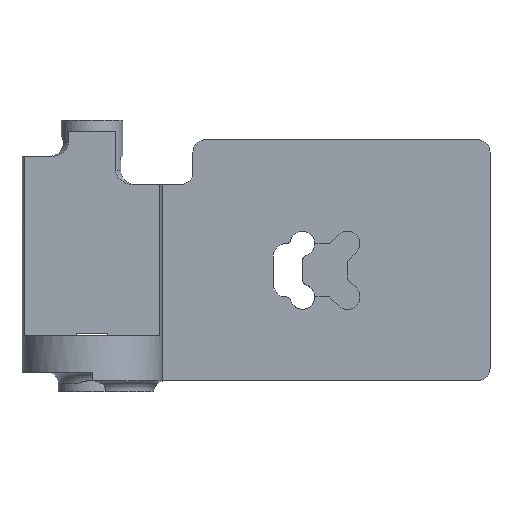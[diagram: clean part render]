
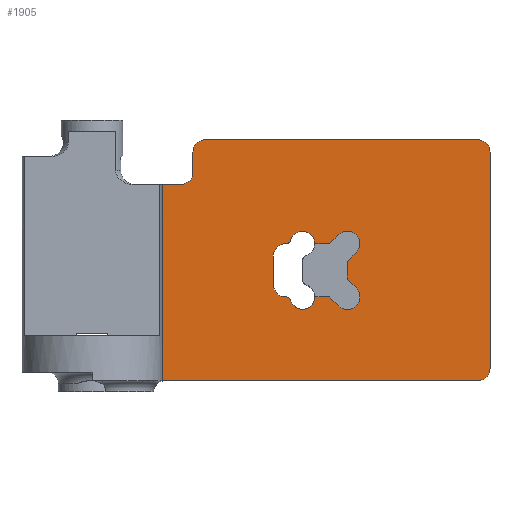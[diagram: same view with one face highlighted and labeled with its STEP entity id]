
A CAD part, front view. The second image highlights one B-rep face of the part: STEP entity #1905.
In plain terms, the highlighted planar face has unit normal (0, -1, 0).
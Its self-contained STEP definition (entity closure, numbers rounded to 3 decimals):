
#16=FACE_BOUND('',#242,.T.);
#66=PLANE('',#2083);
#142=FACE_OUTER_BOUND('',#241,.T.);
#241=EDGE_LOOP('',(#1567,#1568,#1569,#1570,#1571,#1572,#1573,#1574,#1575,
#1576));
#242=EDGE_LOOP('',(#1577,#1578,#1579,#1580,#1581,#1582,#1583,#1584,#1585,
#1586,#1587,#1588,#1589,#1590,#1591,#1592));
#292=LINE('',#2741,#475);
#316=LINE('',#2821,#499);
#332=LINE('',#2913,#515);
#338=LINE('',#2936,#521);
#385=LINE('',#3119,#568);
#389=LINE('',#3128,#572);
#393=LINE('',#3137,#576);
#397=LINE('',#3146,#580);
#402=LINE('',#3157,#585);
#406=LINE('',#3173,#589);
#432=LINE('',#3249,#615);
#433=LINE('',#3253,#616);
#434=LINE('',#3258,#617);
#435=LINE('',#3262,#618);
#475=VECTOR('',#2163,10.);
#499=VECTOR('',#2227,10.);
#515=VECTOR('',#2283,10.);
#521=VECTOR('',#2303,10.);
#568=VECTOR('',#2432,10.);
#572=VECTOR('',#2438,10.);
#576=VECTOR('',#2444,10.);
#580=VECTOR('',#2450,10.);
#585=VECTOR('',#2463,10.);
#589=VECTOR('',#2483,10.);
#615=VECTOR('',#2559,10.);
#616=VECTOR('',#2562,10.);
#617=VECTOR('',#2567,10.);
#618=VECTOR('',#2572,10.);
#654=CIRCLE('',#1954,2.2);
#707=CIRCLE('',#2042,2.2);
#710=CIRCLE('',#2050,2.25);
#712=CIRCLE('',#2054,2.25);
#727=CIRCLE('',#2080,2.2);
#728=CIRCLE('',#2082,1.);
#729=CIRCLE('',#2084,2.2);
#730=CIRCLE('',#2085,2.2);
#731=CIRCLE('',#2086,2.2);
#732=CIRCLE('',#2087,2.2);
#733=CIRCLE('',#2088,2.2);
#734=CIRCLE('',#2089,1.);
#749=VERTEX_POINT('',#2728);
#750=VERTEX_POINT('',#2729);
#754=VERTEX_POINT('',#2739);
#789=VERTEX_POINT('',#2818);
#790=VERTEX_POINT('',#2820);
#816=VERTEX_POINT('',#2911);
#822=VERTEX_POINT('',#2935);
#872=VERTEX_POINT('',#3107);
#873=VERTEX_POINT('',#3109);
#876=VERTEX_POINT('',#3117);
#877=VERTEX_POINT('',#3118);
#880=VERTEX_POINT('',#3126);
#881=VERTEX_POINT('',#3127);
#884=VERTEX_POINT('',#3135);
#885=VERTEX_POINT('',#3136);
#888=VERTEX_POINT('',#3144);
#889=VERTEX_POINT('',#3145);
#917=VERTEX_POINT('',#3236);
#918=VERTEX_POINT('',#3238);
#919=VERTEX_POINT('',#3243);
#920=VERTEX_POINT('',#3247);
#921=VERTEX_POINT('',#3250);
#922=VERTEX_POINT('',#3252);
#923=VERTEX_POINT('',#3255);
#924=VERTEX_POINT('',#3257);
#925=VERTEX_POINT('',#3259);
#942=EDGE_CURVE('',#749,#750,#654,.T.);
#948=EDGE_CURVE('',#749,#754,#292,.T.);
#987=EDGE_CURVE('',#789,#790,#316,.T.);
#1020=EDGE_CURVE('',#789,#816,#332,.T.);
#1030=EDGE_CURVE('',#822,#750,#338,.T.);
#1100=EDGE_CURVE('',#873,#872,#707,.T.);
#1104=EDGE_CURVE('',#876,#877,#385,.T.);
#1108=EDGE_CURVE('',#880,#881,#389,.T.);
#1112=EDGE_CURVE('',#884,#885,#393,.T.);
#1116=EDGE_CURVE('',#888,#889,#397,.T.);
#1121=EDGE_CURVE('',#881,#876,#710,.T.);
#1123=EDGE_CURVE('',#877,#888,#402,.T.);
#1125=EDGE_CURVE('',#889,#884,#712,.T.);
#1132=EDGE_CURVE('',#885,#873,#406,.T.);
#1167=EDGE_CURVE('',#918,#917,#727,.T.);
#1170=EDGE_CURVE('',#919,#872,#728,.T.);
#1172=EDGE_CURVE('',#920,#754,#729,.T.);
#1173=EDGE_CURVE('',#920,#790,#432,.T.);
#1174=EDGE_CURVE('',#921,#816,#730,.T.);
#1175=EDGE_CURVE('',#921,#922,#433,.T.);
#1176=EDGE_CURVE('',#822,#922,#731,.T.);
#1177=EDGE_CURVE('',#919,#923,#732,.T.);
#1178=EDGE_CURVE('',#923,#924,#434,.T.);
#1179=EDGE_CURVE('',#924,#925,#733,.T.);
#1180=EDGE_CURVE('',#918,#925,#734,.T.);
#1181=EDGE_CURVE('',#917,#880,#435,.T.);
#1567=ORIENTED_EDGE('',*,*,#942,.F.);
#1568=ORIENTED_EDGE('',*,*,#948,.T.);
#1569=ORIENTED_EDGE('',*,*,#1172,.F.);
#1570=ORIENTED_EDGE('',*,*,#1173,.T.);
#1571=ORIENTED_EDGE('',*,*,#987,.F.);
#1572=ORIENTED_EDGE('',*,*,#1020,.T.);
#1573=ORIENTED_EDGE('',*,*,#1174,.F.);
#1574=ORIENTED_EDGE('',*,*,#1175,.T.);
#1575=ORIENTED_EDGE('',*,*,#1176,.F.);
#1576=ORIENTED_EDGE('',*,*,#1030,.T.);
#1577=ORIENTED_EDGE('',*,*,#1108,.T.);
#1578=ORIENTED_EDGE('',*,*,#1121,.T.);
#1579=ORIENTED_EDGE('',*,*,#1104,.T.);
#1580=ORIENTED_EDGE('',*,*,#1123,.T.);
#1581=ORIENTED_EDGE('',*,*,#1116,.T.);
#1582=ORIENTED_EDGE('',*,*,#1125,.T.);
#1583=ORIENTED_EDGE('',*,*,#1112,.T.);
#1584=ORIENTED_EDGE('',*,*,#1132,.T.);
#1585=ORIENTED_EDGE('',*,*,#1100,.T.);
#1586=ORIENTED_EDGE('',*,*,#1170,.F.);
#1587=ORIENTED_EDGE('',*,*,#1177,.T.);
#1588=ORIENTED_EDGE('',*,*,#1178,.T.);
#1589=ORIENTED_EDGE('',*,*,#1179,.T.);
#1590=ORIENTED_EDGE('',*,*,#1180,.F.);
#1591=ORIENTED_EDGE('',*,*,#1167,.T.);
#1592=ORIENTED_EDGE('',*,*,#1181,.T.);
#1905=ADVANCED_FACE('',(#142,#16),#66,.T.);
#1954=AXIS2_PLACEMENT_3D('',#2730,#2153,#2154);
#2042=AXIS2_PLACEMENT_3D('',#3110,#2424,#2425);
#2050=AXIS2_PLACEMENT_3D('',#3154,#2458,#2459);
#2054=AXIS2_PLACEMENT_3D('',#3160,#2468,#2469);
#2080=AXIS2_PLACEMENT_3D('',#3239,#2546,#2547);
#2082=AXIS2_PLACEMENT_3D('',#3244,#2552,#2553);
#2083=AXIS2_PLACEMENT_3D('',#3246,#2555,#2556);
#2084=AXIS2_PLACEMENT_3D('',#3248,#2557,#2558);
#2085=AXIS2_PLACEMENT_3D('',#3251,#2560,#2561);
#2086=AXIS2_PLACEMENT_3D('',#3254,#2563,#2564);
#2087=AXIS2_PLACEMENT_3D('',#3256,#2565,#2566);
#2088=AXIS2_PLACEMENT_3D('',#3260,#2568,#2569);
#2089=AXIS2_PLACEMENT_3D('',#3261,#2570,#2571);
#2153=DIRECTION('center_axis',(0.,1.,0.));
#2154=DIRECTION('ref_axis',(-0.707,0.,0.707));
#2163=DIRECTION('',(0.,0.,-1.));
#2227=DIRECTION('',(0.,0.,1.));
#2283=DIRECTION('',(1.,0.,0.));
#2303=DIRECTION('',(-1.,0.,0.));
#2424=DIRECTION('center_axis',(0.,1.,0.));
#2425=DIRECTION('ref_axis',(-1.,0.,0.));
#2432=DIRECTION('',(-0.707,0.,-0.707));
#2438=DIRECTION('',(0.707,0.,0.707));
#2444=DIRECTION('',(-0.707,0.,0.707));
#2450=DIRECTION('',(0.707,0.,-0.707));
#2458=DIRECTION('center_axis',(0.,1.,0.));
#2459=DIRECTION('ref_axis',(1.,0.,0.));
#2463=DIRECTION('',(0.,0.,-1.));
#2468=DIRECTION('center_axis',(0.,1.,0.));
#2469=DIRECTION('ref_axis',(1.,0.,0.));
#2483=DIRECTION('',(-1.,0.,0.));
#2546=DIRECTION('center_axis',(0.,1.,0.));
#2547=DIRECTION('ref_axis',(-1.,0.,0.));
#2552=DIRECTION('center_axis',(0.,1.,0.));
#2553=DIRECTION('ref_axis',(-0.012,0.,-1.));
#2555=DIRECTION('center_axis',(0.,-1.,0.));
#2556=DIRECTION('ref_axis',(1.,0.,0.));
#2557=DIRECTION('center_axis',(0.,-1.,0.));
#2558=DIRECTION('ref_axis',(0.707,0.,-0.707));
#2559=DIRECTION('',(-1.,0.,0.));
#2560=DIRECTION('center_axis',(0.,1.,0.));
#2561=DIRECTION('ref_axis',(0.707,0.,-0.707));
#2562=DIRECTION('',(0.,0.,1.));
#2563=DIRECTION('center_axis',(0.,1.,0.));
#2564=DIRECTION('ref_axis',(0.707,0.,0.707));
#2565=DIRECTION('center_axis',(0.,1.,0.));
#2566=DIRECTION('ref_axis',(0.,0.,-1.));
#2567=DIRECTION('',(0.,0.,1.));
#2568=DIRECTION('center_axis',(0.,1.,0.));
#2569=DIRECTION('ref_axis',(-1.,0.,0.));
#2570=DIRECTION('center_axis',(0.,1.,0.));
#2571=DIRECTION('ref_axis',(-0.012,0.,1.));
#2572=DIRECTION('',(1.,0.,0.));
#2728=CARTESIAN_POINT('',(18.,11.5,42.8));
#2729=CARTESIAN_POINT('',(20.2,11.5,45.));
#2730=CARTESIAN_POINT('Origin',(20.2,11.5,42.8));
#2739=CARTESIAN_POINT('',(18.,11.5,39.2));
#2741=CARTESIAN_POINT('',(18.,11.5,18.5));
#2818=CARTESIAN_POINT('',(12.5,11.5,2.));
#2820=CARTESIAN_POINT('',(12.5,11.5,37.));
#2821=CARTESIAN_POINT('',(12.5,11.5,0.));
#2911=CARTESIAN_POINT('',(68.8,11.5,2.));
#2913=CARTESIAN_POINT('',(24.625,11.5,2.));
#2935=CARTESIAN_POINT('',(68.8,11.5,45.));
#2936=CARTESIAN_POINT('',(24.625,11.5,45.));
#3107=CARTESIAN_POINT('',(35.46,11.5,16.263));
#3109=CARTESIAN_POINT('',(39.75,11.5,16.95));
#3110=CARTESIAN_POINT('Origin',(37.55,11.5,16.95));
#3117=CARTESIAN_POINT('',(47.141,11.5,24.859));
#3118=CARTESIAN_POINT('',(45.55,11.5,23.268));
#3119=CARTESIAN_POINT('',(30.93,11.5,8.648));
#3126=CARTESIAN_POINT('',(42.368,11.5,26.45));
#3127=CARTESIAN_POINT('',(43.959,11.5,28.041));
#3128=CARTESIAN_POINT('',(28.959,11.5,13.041));
#3135=CARTESIAN_POINT('',(43.959,11.5,15.359));
#3136=CARTESIAN_POINT('',(42.368,11.5,16.95));
#3137=CARTESIAN_POINT('',(38.248,11.5,21.07));
#3144=CARTESIAN_POINT('',(45.55,11.5,20.132));
#3145=CARTESIAN_POINT('',(47.141,11.5,18.541));
#3146=CARTESIAN_POINT('',(42.641,11.5,23.041));
#3154=CARTESIAN_POINT('Origin',(45.55,11.5,26.45));
#3157=CARTESIAN_POINT('',(45.55,11.5,8.825));
#3160=CARTESIAN_POINT('Origin',(45.55,11.5,16.95));
#3173=CARTESIAN_POINT('',(24.425,11.5,16.95));
#3236=CARTESIAN_POINT('',(39.75,11.5,26.45));
#3238=CARTESIAN_POINT('',(35.46,11.5,27.137));
#3239=CARTESIAN_POINT('Origin',(37.55,11.5,26.45));
#3243=CARTESIAN_POINT('',(34.523,11.5,16.95));
#3244=CARTESIAN_POINT('Origin',(34.51,11.5,15.95));
#3246=CARTESIAN_POINT('Origin',(12.5,11.5,0.));
#3247=CARTESIAN_POINT('',(15.8,11.5,37.));
#3248=CARTESIAN_POINT('Origin',(15.8,11.5,39.2));
#3249=CARTESIAN_POINT('',(9.,11.5,37.));
#3250=CARTESIAN_POINT('',(71.,11.5,4.2));
#3251=CARTESIAN_POINT('Origin',(68.8,11.5,4.2));
#3252=CARTESIAN_POINT('',(71.,11.5,42.8));
#3253=CARTESIAN_POINT('',(71.,11.5,0.));
#3254=CARTESIAN_POINT('Origin',(68.8,11.5,42.8));
#3255=CARTESIAN_POINT('',(32.35,11.5,19.15));
#3256=CARTESIAN_POINT('Origin',(34.55,11.5,19.15));
#3257=CARTESIAN_POINT('',(32.35,11.5,24.25));
#3258=CARTESIAN_POINT('',(32.35,11.5,12.475));
#3259=CARTESIAN_POINT('',(34.523,11.5,26.45));
#3260=CARTESIAN_POINT('Origin',(34.55,11.5,24.25));
#3261=CARTESIAN_POINT('Origin',(34.51,11.5,27.45));
#3262=CARTESIAN_POINT('',(22.925,11.5,26.45));
